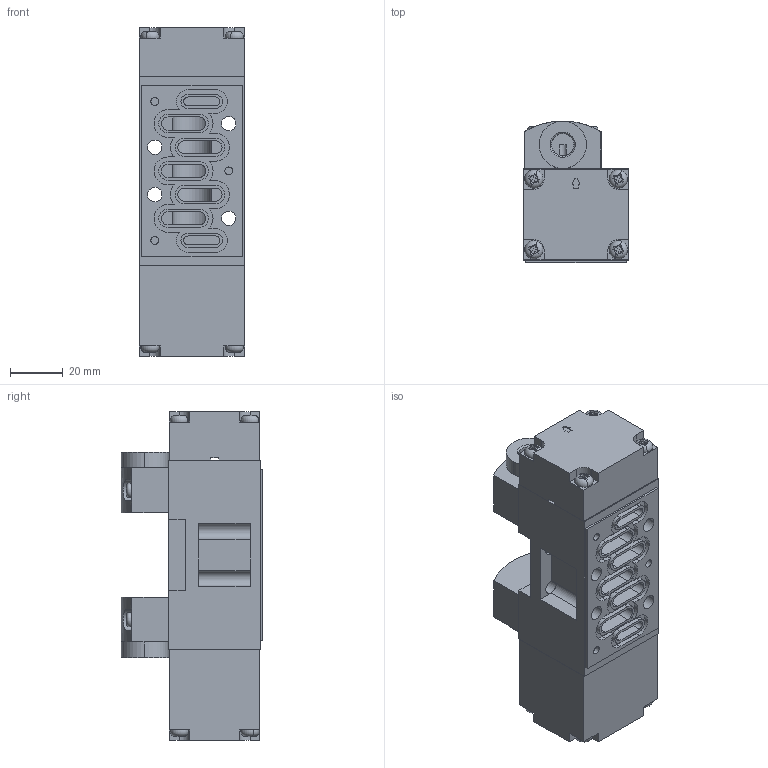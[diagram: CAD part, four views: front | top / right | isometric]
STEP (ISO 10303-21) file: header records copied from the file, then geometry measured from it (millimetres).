
FILE_DESCRIPTION (( 'STEP AP203' ), '1' );
FILE_NAME ('SIP433.STEP', '2013-01-30T00:09:24', ( '' ), ( '' ), 'SwSTEP 2.0', 'SolidWorks 2008', '' );
FILE_SCHEMA (( 'CONFIG_CONTROL_DESIGN' ));
Length unit declared in the file: millimetre
Products named in the file (11): SIP433; Body_ル遽; SEMI_ル遽; SemiPilot_ル遽; SemiPilotBolt(M4xL20)_ル遽; 3TYPE_ル遽; BlockPilot_ル遽; BlockPilotBolt(M4xL38)_ル遽; MASTER_ル遽; PneumaticPilot_ル遽; PneumaticPilotBoltM3xL16_ル遽
Assembly tree (18 placements, depth 3):
  SIP433
    MASTER_ル遽  x2
      PneumaticPilotBoltM3xL16_ル遽
      PneumaticPilot_ル遽
    Body_ル遽
    3TYPE_ル遽
      BlockPilotBolt(M4xL38)_ル遽  x4
      BlockPilot_ル遽
    SEMI_ル遽
      SemiPilotBolt(M4xL20)_ル遽  x4
      SemiPilot_ル遽
Bounding box: 40 x 53.8 x 125 mm (x, y, z)
Volume: 113473.3 mm3; surface area: 66608.4 mm2
Topology: 17 solids, 17 shells, 1138 faces, 3049 edges, 1995 vertices
Faces by surface type: plane 691, cylinder 351, cone 44, torus 44, bspline 8
Entity records: 28907 total; most frequent: CARTESIAN_POINT 5794, DIRECTION 4595, ORIENTED_EDGE 4538, EDGE_CURVE 2269, AXIS2_PLACEMENT_3D 1592, VERTEX_POINT 1484, LINE 1411, VECTOR 1411
